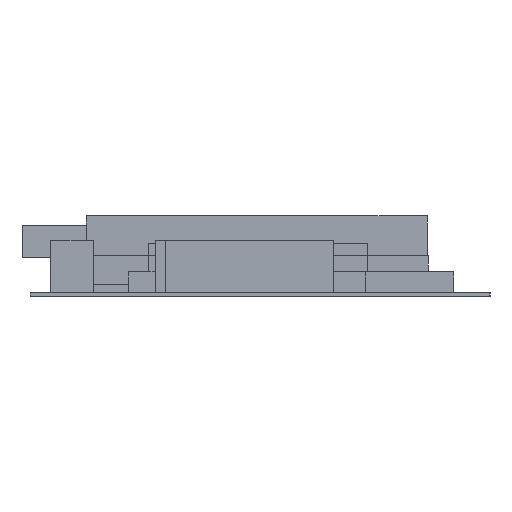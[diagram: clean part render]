
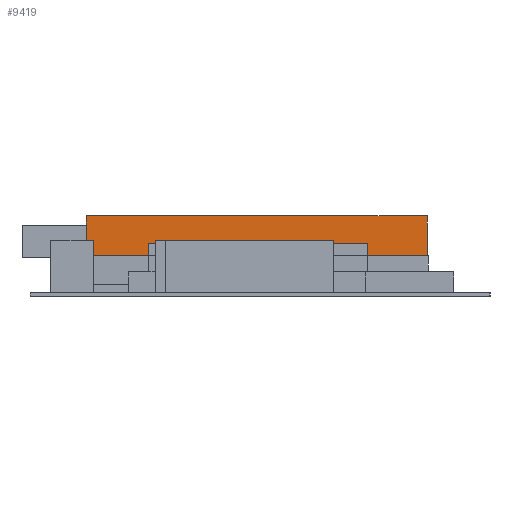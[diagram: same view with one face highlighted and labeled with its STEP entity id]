
A CAD part, left-side view. The second image highlights one B-rep face of the part: STEP entity #9419.
In plain terms, the highlighted planar face has unit normal (-1, 0, 0).
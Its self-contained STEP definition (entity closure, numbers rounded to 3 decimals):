
#9419 = ADVANCED_FACE('',(#9420),#9454,.T.);
#9420 = FACE_BOUND('',#9421,.T.);
#9421 = EDGE_LOOP('',(#9422,#9432,#9440,#9448));
#9422 = ORIENTED_EDGE('',*,*,#9423,.T.);
#9423 = EDGE_CURVE('',#9424,#9426,#9428,.T.);
#9424 = VERTEX_POINT('',#9425);
#9425 = CARTESIAN_POINT('',(-5.079,-20.7,0.));
#9426 = VERTEX_POINT('',#9427);
#9427 = CARTESIAN_POINT('',(-5.079,-20.7,4.85));
#9428 = LINE('',#9429,#9430);
#9429 = CARTESIAN_POINT('',(-5.079,-20.7,0.));
#9430 = VECTOR('',#9431,1.);
#9431 = DIRECTION('',(0.,0.,1.));
#9432 = ORIENTED_EDGE('',*,*,#9433,.T.);
#9433 = EDGE_CURVE('',#9426,#9434,#9436,.T.);
#9434 = VERTEX_POINT('',#9435);
#9435 = CARTESIAN_POINT('',(-5.079,20.7,4.85));
#9436 = LINE('',#9437,#9438);
#9437 = CARTESIAN_POINT('',(-5.079,-20.7,4.85));
#9438 = VECTOR('',#9439,1.);
#9439 = DIRECTION('',(0.,1.,0.));
#9440 = ORIENTED_EDGE('',*,*,#9441,.F.);
#9441 = EDGE_CURVE('',#9442,#9434,#9444,.T.);
#9442 = VERTEX_POINT('',#9443);
#9443 = CARTESIAN_POINT('',(-5.079,20.7,0.));
#9444 = LINE('',#9445,#9446);
#9445 = CARTESIAN_POINT('',(-5.079,20.7,0.));
#9446 = VECTOR('',#9447,1.);
#9447 = DIRECTION('',(0.,0.,1.));
#9448 = ORIENTED_EDGE('',*,*,#9449,.F.);
#9449 = EDGE_CURVE('',#9424,#9442,#9450,.T.);
#9450 = LINE('',#9451,#9452);
#9451 = CARTESIAN_POINT('',(-5.079,-20.7,0.));
#9452 = VECTOR('',#9453,1.);
#9453 = DIRECTION('',(0.,1.,0.));
#9454 = PLANE('',#9455);
#9455 = AXIS2_PLACEMENT_3D('',#9456,#9457,#9458);
#9456 = CARTESIAN_POINT('',(-5.079,-20.7,0.));
#9457 = DIRECTION('',(-1.,0.,0.));
#9458 = DIRECTION('',(0.,1.,0.));
